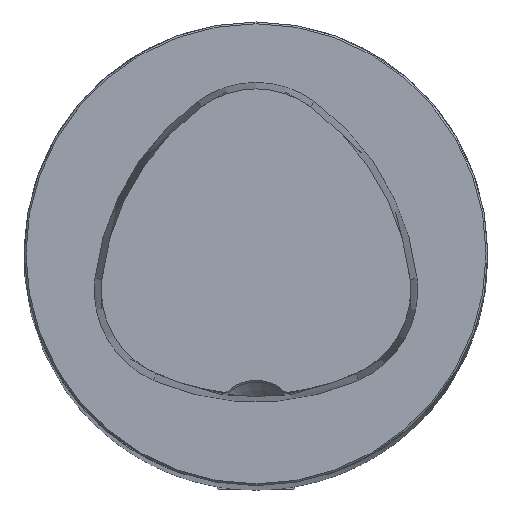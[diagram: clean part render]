
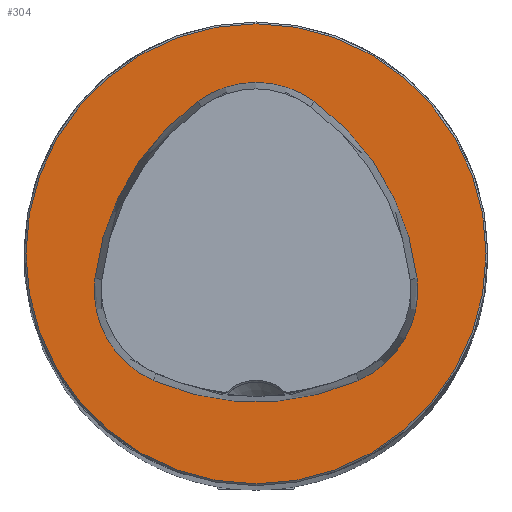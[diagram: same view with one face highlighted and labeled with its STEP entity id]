
A CAD part, top view. The second image highlights one B-rep face of the part: STEP entity #304.
In plain terms, the highlighted planar face has unit normal (0, 0, 1).
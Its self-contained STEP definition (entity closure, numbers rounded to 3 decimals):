
#169=FACE_BOUND('',#641,.T.);
#170=FACE_BOUND('',#642,.T.);
#229=CIRCLE('',#2494,44.075);
#231=CIRCLE('',#2497,44.075);
#232=CIRCLE('',#2498,17.075);
#233=CIRCLE('',#2499,44.075);
#234=CIRCLE('',#2500,17.075);
#235=CIRCLE('',#2501,17.075);
#236=CIRCLE('',#2502,39.7);
#304=ADVANCED_FACE('CU_FL_N1_SU_1',(#169,#170),#445,.T.);
#445=PLANE('',#2503);
#641=EDGE_LOOP('',(#921,#922,#923,#924,#925,#926));
#642=EDGE_LOOP('',(#927));
#921=ORIENTED_EDGE('',*,*,#1823,.F.);
#922=ORIENTED_EDGE('',*,*,#1824,.F.);
#923=ORIENTED_EDGE('',*,*,#1825,.F.);
#924=ORIENTED_EDGE('',*,*,#1826,.F.);
#925=ORIENTED_EDGE('',*,*,#1820,.F.);
#926=ORIENTED_EDGE('',*,*,#1827,.F.);
#927=ORIENTED_EDGE('',*,*,#1828,.T.);
#1590=VERTEX_POINT('',#3817);
#1591=VERTEX_POINT('',#3819);
#1593=VERTEX_POINT('',#3825);
#1594=VERTEX_POINT('',#3826);
#1595=VERTEX_POINT('',#3828);
#1596=VERTEX_POINT('',#3830);
#1597=VERTEX_POINT('',#3834);
#1820=EDGE_CURVE('',#1590,#1591,#229,.T.);
#1823=EDGE_CURVE('',#1593,#1594,#231,.T.);
#1824=EDGE_CURVE('',#1595,#1593,#232,.T.);
#1825=EDGE_CURVE('',#1596,#1595,#233,.T.);
#1826=EDGE_CURVE('',#1591,#1596,#234,.T.);
#1827=EDGE_CURVE('',#1594,#1590,#235,.T.);
#1828=EDGE_CURVE('',#1597,#1597,#236,.T.);
#2494=AXIS2_PLACEMENT_3D('',#3818,#2800,#2801);
#2497=AXIS2_PLACEMENT_3D('',#3824,#2807,#2808);
#2498=AXIS2_PLACEMENT_3D('',#3827,#2809,#2810);
#2499=AXIS2_PLACEMENT_3D('',#3829,#2811,#2812);
#2500=AXIS2_PLACEMENT_3D('',#3831,#2813,#2814);
#2501=AXIS2_PLACEMENT_3D('',#3832,#2815,#2816);
#2502=AXIS2_PLACEMENT_3D('',#3833,#2817,#2818);
#2503=AXIS2_PLACEMENT_3D('',#3835,#2819,#2820);
#2800=DIRECTION('',(0.,0.,1.));
#2801=DIRECTION('',(1.,0.,0.));
#2807=DIRECTION('',(0.,0.,1.));
#2808=DIRECTION('',(1.,0.,0.));
#2809=DIRECTION('',(0.,0.,1.));
#2810=DIRECTION('',(1.,0.,0.));
#2811=DIRECTION('',(0.,0.,1.));
#2812=DIRECTION('',(1.,0.,0.));
#2813=DIRECTION('',(0.,0.,1.));
#2814=DIRECTION('',(1.,0.,0.));
#2815=DIRECTION('',(0.,0.,1.));
#2816=DIRECTION('',(1.,0.,0.));
#2817=DIRECTION('',(0.,0.,1.));
#2818=DIRECTION('',(1.,0.,0.));
#2819=DIRECTION('',(0.,0.,1.));
#2820=DIRECTION('',(1.,0.,0.));
#3817=CARTESIAN_POINT('',(-17.691,-21.869,0.));
#3818=CARTESIAN_POINT('',(0.,18.5,0.));
#3819=CARTESIAN_POINT('',(17.691,-21.869,0.));
#3824=CARTESIAN_POINT('',(15.993,-9.254,0.));
#3825=CARTESIAN_POINT('',(-10.114,26.257,0.));
#3826=CARTESIAN_POINT('',(-27.805,-4.317,0.));
#3827=CARTESIAN_POINT('',(0.,12.5,0.));
#3828=CARTESIAN_POINT('',(10.114,26.257,0.));
#3829=CARTESIAN_POINT('',(-15.993,-9.254,0.));
#3830=CARTESIAN_POINT('',(27.805,-4.317,0.));
#3831=CARTESIAN_POINT('',(10.837,-6.23,0.));
#3832=CARTESIAN_POINT('',(-10.837,-6.23,0.));
#3833=CARTESIAN_POINT('',(0.,0.,0.));
#3834=CARTESIAN_POINT('',(39.7,0.,0.));
#3835=CARTESIAN_POINT('',(0.,0.,0.));
